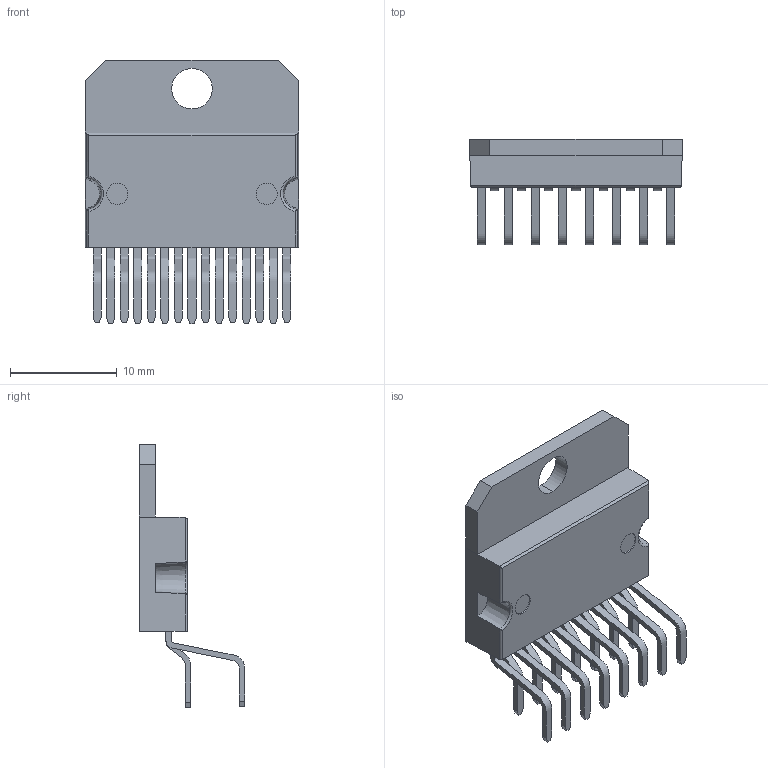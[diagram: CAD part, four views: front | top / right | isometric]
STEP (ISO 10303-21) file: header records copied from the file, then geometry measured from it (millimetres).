
FILE_DESCRIPTION (( 'STEP AP214' ), '1' );
FILE_NAME ('MULTIWATT15.STEP', '2022-01-15T16:16:32', ( '' ), ( '' ), 'SwSTEP 2.0', 'SolidWorks 2021', '' );
FILE_SCHEMA (( 'AUTOMOTIVE_DESIGN' ));
Length unit declared in the file: millimetre
Products named in the file (1): MULTIWATT15
Bounding box: 20 x 9.88 x 24.65 mm (x, y, z)
Volume: 1175.5 mm3; surface area: 1360.9 mm2
Topology: 1 solids, 1 shells, 139 faces, 602 edges, 482 vertices
Faces by surface type: plane 95, bspline 30, cylinder 10, cone 2, torus 2
Entity records: 9436 total; most frequent: CARTESIAN_POINT 4038, ORIENTED_EDGE 1204, DIRECTION 888, EDGE_CURVE 602, VERTEX_POINT 482, VECTOR 388, LINE 388, AXIS2_PLACEMENT_3D 250
